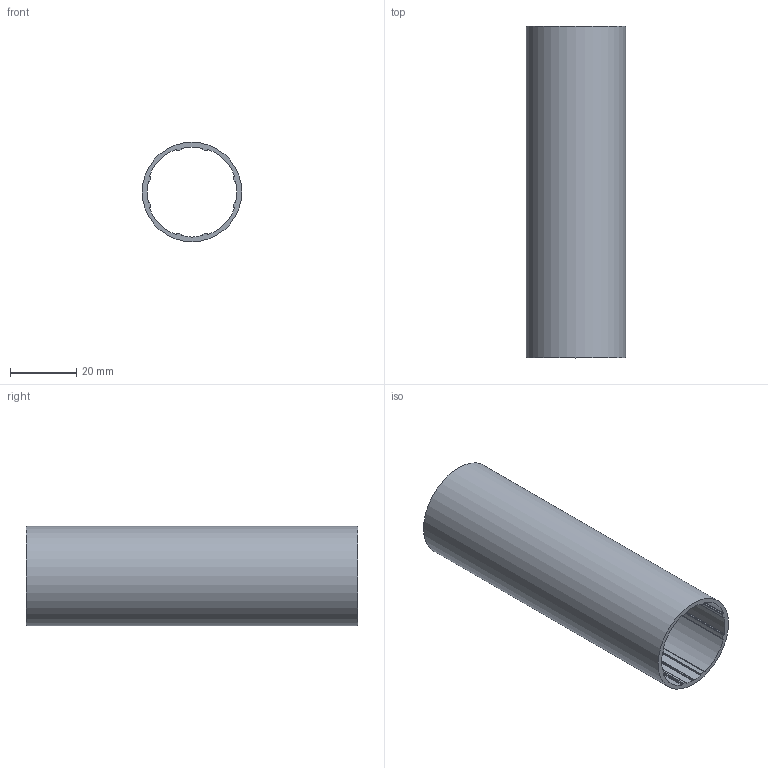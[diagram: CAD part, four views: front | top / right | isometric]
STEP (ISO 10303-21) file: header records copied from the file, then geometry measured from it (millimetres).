
FILE_DESCRIPTION( ( 'Unknown' ), '1' );
FILE_NAME( 'I-D30.stp', 'Unknown', ( 'Unknown' ), ( 'Unknown' ), 'XStep 1.0', 'Unknown', ' ' );
FILE_SCHEMA( ( 'automotive_design' ) );
Length unit declared in the file: millimetre
Products named in the file (1): 1
Bounding box: 30 x 100 x 30 mm (x, y, z)
Volume: 12692.2 mm3; surface area: 18667.5 mm2
Topology: 1 solids, 1 shells, 73 faces, 213 edges, 142 vertices
Faces by surface type: cylinder 53, plane 20
Full cylindrical faces by diameter (mm): 30 x1
Entity records: 3072 total; most frequent: DIRECTION 466, CARTESIAN_POINT 428, ORIENTED_EDGE 424, EDGE_CURVE 212, AXIS2_PLACEMENT_3D 180, VERTEX_POINT 142, CIRCLE 106, LINE 106
